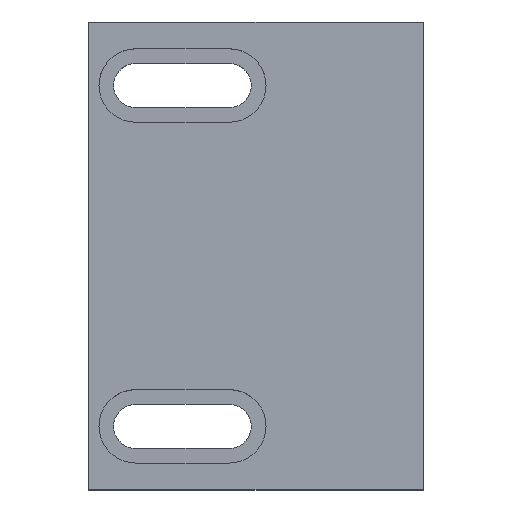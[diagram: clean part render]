
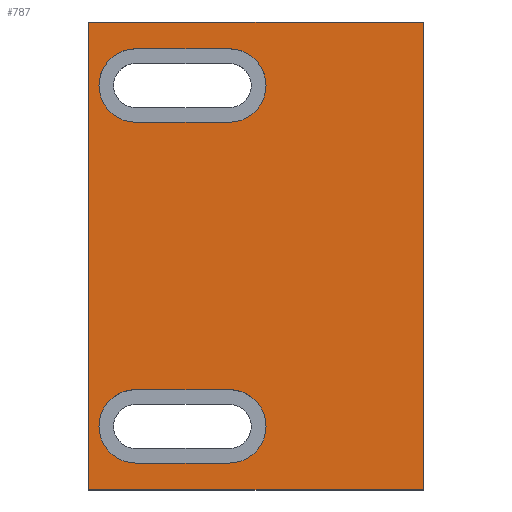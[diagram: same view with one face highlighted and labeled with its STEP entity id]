
A CAD part, top view. The second image highlights one B-rep face of the part: STEP entity #787.
In plain terms, the highlighted planar face has unit normal (0, 0, 1).
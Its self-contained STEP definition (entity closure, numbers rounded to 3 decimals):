
#10 = EDGE_CURVE ( 'NONE', #943, #1058, #207, .T. ) ;
#16 = VECTOR ( 'NONE', #331, 1000. ) ;
#20 = EDGE_LOOP ( 'NONE', ( #997, #157, #708, #1206, #1219 ) ) ;
#28 = DIRECTION ( 'NONE',  ( -1., 0., 0. ) ) ;
#36 = DIRECTION ( 'NONE',  ( 1., 0., 0. ) ) ;
#51 = CIRCLE ( 'NONE', #957, 5.5 ) ;
#56 = VERTEX_POINT ( 'NONE', #1131 ) ;
#70 = AXIS2_PLACEMENT_3D ( 'NONE', #318, #756, #224 ) ;
#71 = VERTEX_POINT ( 'NONE', #802 ) ;
#79 = DIRECTION ( 'NONE',  ( -1., 0., 0. ) ) ;
#86 = VERTEX_POINT ( 'NONE', #390 ) ;
#110 = DIRECTION ( 'NONE',  ( 0., 0., -1. ) ) ;
#142 = EDGE_CURVE ( 'NONE', #56, #777, #1154, .T. ) ;
#149 = CARTESIAN_POINT ( 'NONE',  ( 0., 20., 15. ) ) ;
#151 = LINE ( 'NONE', #282, #1002 ) ;
#157 = ORIENTED_EDGE ( 'NONE', *, *, #10, .T. ) ;
#169 = LINE ( 'NONE', #1057, #16 ) ;
#179 = EDGE_CURVE ( 'NONE', #492, #71, #1140, .T. ) ;
#185 = CIRCLE ( 'NONE', #927, 5.5 ) ;
#186 = LINE ( 'NONE', #1313, #659 ) ;
#205 = CARTESIAN_POINT ( 'NONE',  ( 25., 35., 15. ) ) ;
#207 = LINE ( 'NONE', #149, #1171 ) ;
#224 = DIRECTION ( 'NONE',  ( -1., 0., 0. ) ) ;
#225 = CIRCLE ( 'NONE', #70, 5.5 ) ;
#241 = FACE_BOUND ( 'NONE', #823, .T. ) ;
#265 = FACE_BOUND ( 'NONE', #20, .T. ) ;
#277 = EDGE_CURVE ( 'NONE', #777, #585, #1260, .T. ) ;
#282 = CARTESIAN_POINT ( 'NONE',  ( 25., 35., 15. ) ) ;
#286 = EDGE_CURVE ( 'NONE', #1352, #1252, #169, .T. ) ;
#295 = ORIENTED_EDGE ( 'NONE', *, *, #286, .F. ) ;
#306 = CARTESIAN_POINT ( 'NONE',  ( -18., -31., 15. ) ) ;
#308 = CIRCLE ( 'NONE', #984, 5.5 ) ;
#318 = CARTESIAN_POINT ( 'NONE',  ( -18., 25.5, 15. ) ) ;
#320 = DIRECTION ( 'NONE',  ( -1., 0., 0. ) ) ;
#325 = CARTESIAN_POINT ( 'NONE',  ( -4., 25.5, 15. ) ) ;
#330 = ORIENTED_EDGE ( 'NONE', *, *, #378, .T. ) ;
#331 = DIRECTION ( 'NONE',  ( 1., 0., 0. ) ) ;
#334 = PLANE ( 'NONE',  #1029 ) ;
#336 = CARTESIAN_POINT ( 'NONE',  ( -4., -25.5, 15. ) ) ;
#364 = EDGE_CURVE ( 'NONE', #1058, #492, #225, .T. ) ;
#377 = ORIENTED_EDGE ( 'NONE', *, *, #1179, .F. ) ;
#378 = EDGE_CURVE ( 'NONE', #380, #56, #185, .T. ) ;
#380 = VERTEX_POINT ( 'NONE', #1063 ) ;
#390 = CARTESIAN_POINT ( 'NONE',  ( -25., -35., 15. ) ) ;
#393 = CARTESIAN_POINT ( 'NONE',  ( -18., 20., 15. ) ) ;
#397 = DIRECTION ( 'NONE',  ( 0., 0., -1. ) ) ;
#416 = CARTESIAN_POINT ( 'NONE',  ( -4., 31., 15. ) ) ;
#418 = DIRECTION ( 'NONE',  ( 1., 0., 0. ) ) ;
#434 = CARTESIAN_POINT ( 'NONE',  ( 0., 0., 15. ) ) ;
#492 = VERTEX_POINT ( 'NONE', #1096 ) ;
#498 = VECTOR ( 'NONE', #513, 1000. ) ;
#513 = DIRECTION ( 'NONE',  ( -1., 0., 0. ) ) ;
#519 = LINE ( 'NONE', #735, #989 ) ;
#521 = CARTESIAN_POINT ( 'NONE',  ( 25., -35., 15. ) ) ;
#535 = CARTESIAN_POINT ( 'NONE',  ( -4., -25.5, 15. ) ) ;
#542 = DIRECTION ( 'NONE',  ( 0., 0., -1. ) ) ;
#544 = ORIENTED_EDGE ( 'NONE', *, *, #899, .T. ) ;
#585 = VERTEX_POINT ( 'NONE', #805 ) ;
#587 = EDGE_CURVE ( 'NONE', #1252, #1231, #151, .T. ) ;
#593 = VECTOR ( 'NONE', #1201, 1000. ) ;
#612 = ORIENTED_EDGE ( 'NONE', *, *, #587, .F. ) ;
#639 = CARTESIAN_POINT ( 'NONE',  ( -18., -25.5, 15. ) ) ;
#648 = DIRECTION ( 'NONE',  ( 1., 0., 0. ) ) ;
#659 = VECTOR ( 'NONE', #36, 1000. ) ;
#661 = VECTOR ( 'NONE', #1363, 1000. ) ;
#665 = DIRECTION ( 'NONE',  ( 1., 0., 0. ) ) ;
#674 = EDGE_CURVE ( 'NONE', #86, #1352, #519, .T. ) ;
#708 = ORIENTED_EDGE ( 'NONE', *, *, #364, .T. ) ;
#719 = AXIS2_PLACEMENT_3D ( 'NONE', #639, #110, #418 ) ;
#726 = DIRECTION ( 'NONE',  ( 0., 1., 0. ) ) ;
#735 = CARTESIAN_POINT ( 'NONE',  ( -25., -35., 15. ) ) ;
#749 = ORIENTED_EDGE ( 'NONE', *, *, #796, .T. ) ;
#751 = VERTEX_POINT ( 'NONE', #416 ) ;
#756 = DIRECTION ( 'NONE',  ( 0., 0., -1. ) ) ;
#757 = LINE ( 'NONE', #946, #498 ) ;
#764 = EDGE_CURVE ( 'NONE', #751, #943, #308, .T. ) ;
#767 = ORIENTED_EDGE ( 'NONE', *, *, #674, .F. ) ;
#772 = LINE ( 'NONE', #1195, #593 ) ;
#777 = VERTEX_POINT ( 'NONE', #306 ) ;
#787 = ADVANCED_FACE ( 'NONE', ( #265, #241, #1247 ), #334, .T. ) ;
#796 = EDGE_CURVE ( 'NONE', #1338, #380, #51, .T. ) ;
#797 = CARTESIAN_POINT ( 'NONE',  ( 0., -31., 15. ) ) ;
#802 = CARTESIAN_POINT ( 'NONE',  ( -18., 31., 15. ) ) ;
#805 = CARTESIAN_POINT ( 'NONE',  ( -18., -20., 15. ) ) ;
#823 = EDGE_LOOP ( 'NONE', ( #749, #330, #861, #1113, #544 ) ) ;
#861 = ORIENTED_EDGE ( 'NONE', *, *, #142, .T. ) ;
#882 = EDGE_CURVE ( 'NONE', #71, #751, #772, .T. ) ;
#899 = EDGE_CURVE ( 'NONE', #585, #1338, #186, .T. ) ;
#927 = AXIS2_PLACEMENT_3D ( 'NONE', #336, #1203, #665 ) ;
#937 = CARTESIAN_POINT ( 'NONE',  ( -18., 25.5, 15. ) ) ;
#943 = VERTEX_POINT ( 'NONE', #1085 ) ;
#946 = CARTESIAN_POINT ( 'NONE',  ( 25., -35., 15. ) ) ;
#957 = AXIS2_PLACEMENT_3D ( 'NONE', #535, #542, #648 ) ;
#984 = AXIS2_PLACEMENT_3D ( 'NONE', #325, #1279, #320 ) ;
#989 = VECTOR ( 'NONE', #726, 1000. ) ;
#997 = ORIENTED_EDGE ( 'NONE', *, *, #764, .T. ) ;
#1002 = VECTOR ( 'NONE', #1013, 1000. ) ;
#1013 = DIRECTION ( 'NONE',  ( 0., -1., 0. ) ) ;
#1029 = AXIS2_PLACEMENT_3D ( 'NONE', #434, #1069, #1080 ) ;
#1057 = CARTESIAN_POINT ( 'NONE',  ( -25., 35., 15. ) ) ;
#1058 = VERTEX_POINT ( 'NONE', #393 ) ;
#1059 = EDGE_LOOP ( 'NONE', ( #767, #377, #612, #295 ) ) ;
#1063 = CARTESIAN_POINT ( 'NONE',  ( 1.5, -25.5, 15. ) ) ;
#1069 = DIRECTION ( 'NONE',  ( 0., 0., 1. ) ) ;
#1080 = DIRECTION ( 'NONE',  ( 1., 0., 0. ) ) ;
#1085 = CARTESIAN_POINT ( 'NONE',  ( -4., 20., 15. ) ) ;
#1096 = CARTESIAN_POINT ( 'NONE',  ( -23.5, 25.5, 15. ) ) ;
#1113 = ORIENTED_EDGE ( 'NONE', *, *, #277, .T. ) ;
#1131 = CARTESIAN_POINT ( 'NONE',  ( -4., -31., 15. ) ) ;
#1140 = CIRCLE ( 'NONE', #1280, 5.5 ) ;
#1154 = LINE ( 'NONE', #797, #661 ) ;
#1171 = VECTOR ( 'NONE', #28, 1000. ) ;
#1179 = EDGE_CURVE ( 'NONE', #1231, #86, #757, .T. ) ;
#1195 = CARTESIAN_POINT ( 'NONE',  ( 0., 31., 15. ) ) ;
#1201 = DIRECTION ( 'NONE',  ( 1., 0., 0. ) ) ;
#1203 = DIRECTION ( 'NONE',  ( 0., 0., -1. ) ) ;
#1206 = ORIENTED_EDGE ( 'NONE', *, *, #179, .T. ) ;
#1219 = ORIENTED_EDGE ( 'NONE', *, *, #882, .T. ) ;
#1231 = VERTEX_POINT ( 'NONE', #521 ) ;
#1247 = FACE_OUTER_BOUND ( 'NONE', #1059, .T. ) ;
#1252 = VERTEX_POINT ( 'NONE', #205 ) ;
#1260 = CIRCLE ( 'NONE', #719, 5.5 ) ;
#1277 = CARTESIAN_POINT ( 'NONE',  ( -25., 35., 15. ) ) ;
#1279 = DIRECTION ( 'NONE',  ( 0., 0., -1. ) ) ;
#1280 = AXIS2_PLACEMENT_3D ( 'NONE', #937, #397, #79 ) ;
#1292 = CARTESIAN_POINT ( 'NONE',  ( -4., -20., 15. ) ) ;
#1313 = CARTESIAN_POINT ( 'NONE',  ( 0., -20., 15. ) ) ;
#1338 = VERTEX_POINT ( 'NONE', #1292 ) ;
#1352 = VERTEX_POINT ( 'NONE', #1277 ) ;
#1363 = DIRECTION ( 'NONE',  ( -1., 0., 0. ) ) ;
